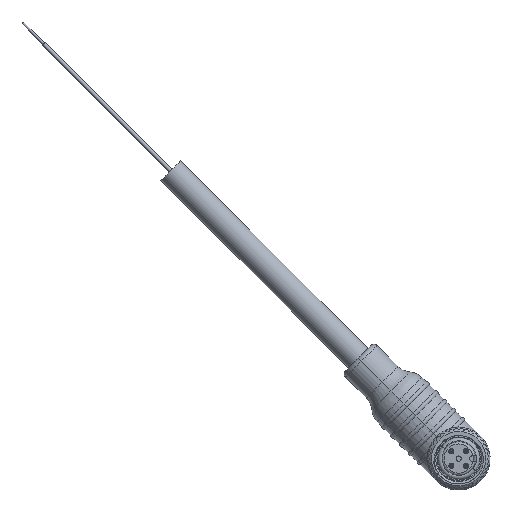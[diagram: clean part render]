
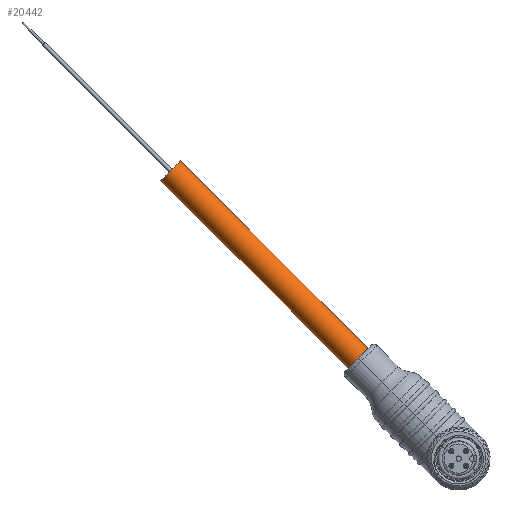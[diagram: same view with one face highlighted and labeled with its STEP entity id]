
A CAD part, top view. The second image highlights one B-rep face of the part: STEP entity #20442.
In plain terms, the highlighted cylindrical face has radius 3.35 mm (diameter 6.7 mm), a partial arc.
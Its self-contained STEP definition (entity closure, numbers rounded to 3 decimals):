
#8891=CARTESIAN_POINT('',(-24.042,24.042,-25.35));
#8892=DIRECTION('',(-0.707,0.707,0.));
#8893=DIRECTION('',(-0.707,-0.707,0.));
#8894=AXIS2_PLACEMENT_3D('',#8891,#8892,#8893);
#8924=DIRECTION('',(-0.707,0.707,0.));
#8925=VECTOR('',#8924,63.5);
#8926=CARTESIAN_POINT('',(-26.41,21.673,-25.35));
#8927=LINE('',#8926,#8925);
#8928=DIRECTION('',(-0.707,0.707,0.));
#8929=VECTOR('',#8928,63.5);
#8930=CARTESIAN_POINT('',(-21.673,26.41,-25.35));
#8931=LINE('',#8930,#8929);
#8932=CARTESIAN_POINT('',(-68.943,68.943,-25.35));
#8933=DIRECTION('',(-0.707,0.707,0.));
#8934=DIRECTION('',(-0.707,-0.707,0.));
#8935=AXIS2_PLACEMENT_3D('',#8932,#8933,#8934);
#11158=CARTESIAN_POINT('',(-71.312,66.574,-25.35));
#11159=CARTESIAN_POINT('',(-66.574,71.312,-25.35));
#11160=VERTEX_POINT('',#11158);
#11161=VERTEX_POINT('',#11159);
#11226=CARTESIAN_POINT('',(-26.41,21.673,-25.35));
#11227=CARTESIAN_POINT('',(-21.673,26.41,-25.35));
#11228=VERTEX_POINT('',#11226);
#11229=VERTEX_POINT('',#11227);
#20428=CARTESIAN_POINT('',(-24.042,24.042,-25.35));
#20429=DIRECTION('',(-0.707,0.707,0.));
#20430=DIRECTION('',(-0.707,-0.707,0.));
#20431=AXIS2_PLACEMENT_3D('',#20428,#20429,#20430);
#20432=CYLINDRICAL_SURFACE('',#20431,3.35);
#20433=ORIENTED_EDGE('',*,*,#20396,.F.);
#20435=ORIENTED_EDGE('',*,*,#20434,.T.);
#20437=ORIENTED_EDGE('',*,*,#20436,.T.);
#20439=ORIENTED_EDGE('',*,*,#20438,.F.);
#20440=EDGE_LOOP('',(#20433,#20435,#20437,#20439));
#20441=FACE_OUTER_BOUND('',#20440,.F.);
#20442=ADVANCED_FACE('',(#20441),#20432,.T.);
#8895=CIRCLE('',#8894,3.35);
#8936=CIRCLE('',#8935,3.35);
#20396=EDGE_CURVE('',#11228,#11229,#8895,.T.);
#20434=EDGE_CURVE('',#11228,#11160,#8927,.T.);
#20436=EDGE_CURVE('',#11160,#11161,#8936,.T.);
#20438=EDGE_CURVE('',#11229,#11161,#8931,.T.);
